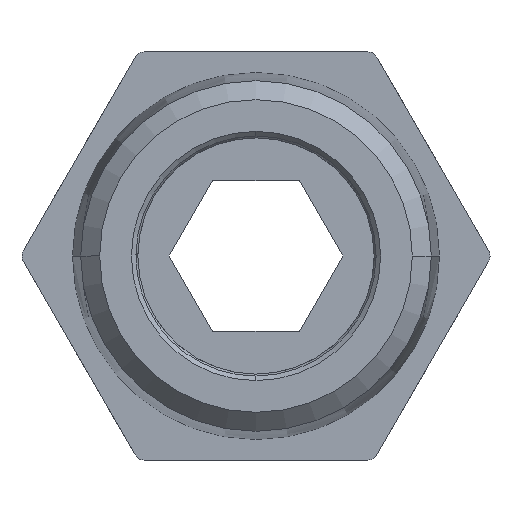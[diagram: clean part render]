
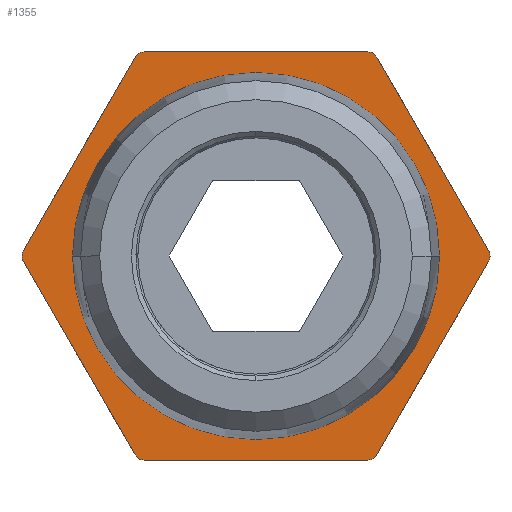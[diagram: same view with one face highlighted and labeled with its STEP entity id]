
A CAD part, front view. The second image highlights one B-rep face of the part: STEP entity #1355.
In plain terms, the highlighted planar face has unit normal (0, -1, 0).
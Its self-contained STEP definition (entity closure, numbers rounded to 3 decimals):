
#1355=ADVANCED_FACE('',(#3232,#3233),#3234,.F.);
#3232=FACE_OUTER_BOUND('',#6701,.T.);
#3233=FACE_BOUND('',#6702,.T.);
#3234=PLANE('',#6703);
#6701=EDGE_LOOP('',(#12798,#12799,#12800,#12801,#12802,#12803,#12804,#12805,#12806,#12807,#12808,#12809));
#6702=EDGE_LOOP('',(#12810,#12811));
#6703=AXIS2_PLACEMENT_3D('',#12812,#12813,#12814);
#12798=ORIENTED_EDGE('',*,*,#18743,.T.);
#12799=ORIENTED_EDGE('',*,*,#18744,.F.);
#12800=ORIENTED_EDGE('',*,*,#18745,.T.);
#12801=ORIENTED_EDGE('',*,*,#18746,.F.);
#12802=ORIENTED_EDGE('',*,*,#18747,.T.);
#12803=ORIENTED_EDGE('',*,*,#18748,.F.);
#12804=ORIENTED_EDGE('',*,*,#18051,.T.);
#12805=ORIENTED_EDGE('',*,*,#18749,.F.);
#12806=ORIENTED_EDGE('',*,*,#18750,.T.);
#12807=ORIENTED_EDGE('',*,*,#18751,.F.);
#12808=ORIENTED_EDGE('',*,*,#18752,.T.);
#12809=ORIENTED_EDGE('',*,*,#17896,.F.);
#12810=ORIENTED_EDGE('',*,*,#18753,.F.);
#12811=ORIENTED_EDGE('',*,*,#18754,.F.);
#12812=CARTESIAN_POINT('',(0.0,0.0,0.0));
#12813=DIRECTION('',(0.0,1.0,0.0));
#12814=DIRECTION('',(-1.0,0.0,0.0));
#17896=EDGE_CURVE('',#21058,#21060,#21061,.T.);
#18051=EDGE_CURVE('',#21336,#21334,#21337,.T.);
#18743=EDGE_CURVE('',#21058,#22448,#22449,.T.);
#18744=EDGE_CURVE('',#22450,#22448,#22451,.T.);
#18745=EDGE_CURVE('',#22450,#22452,#22453,.T.);
#18746=EDGE_CURVE('',#22454,#22452,#22455,.T.);
#18747=EDGE_CURVE('',#22454,#22456,#22457,.T.);
#18748=EDGE_CURVE('',#21336,#22456,#22458,.T.);
#18749=EDGE_CURVE('',#22459,#21334,#22460,.T.);
#18750=EDGE_CURVE('',#22459,#22461,#22462,.T.);
#18751=EDGE_CURVE('',#22463,#22461,#22464,.T.);
#18752=EDGE_CURVE('',#22463,#21060,#22465,.T.);
#18753=EDGE_CURVE('',#22466,#22467,#22468,.T.);
#18754=EDGE_CURVE('',#22467,#22466,#22469,.T.);
#21058=VERTEX_POINT('',#25972);
#21060=VERTEX_POINT('',#25975);
#21061=LINE('',#25976,#25977);
#21334=VERTEX_POINT('',#26415);
#21336=VERTEX_POINT('',#26418);
#21337=CIRCLE('',#26419,0.5);
#22448=VERTEX_POINT('',#28348);
#22449=CIRCLE('',#28349,0.5);
#22450=VERTEX_POINT('',#28350);
#22451=LINE('',#28351,#28352);
#22452=VERTEX_POINT('',#28353);
#22453=CIRCLE('',#28354,0.5);
#22454=VERTEX_POINT('',#28355);
#22455=LINE('',#28356,#28357);
#22456=VERTEX_POINT('',#28358);
#22457=CIRCLE('',#28359,0.5);
#22458=LINE('',#28360,#28361);
#22459=VERTEX_POINT('',#28362);
#22460=LINE('',#28363,#28364);
#22461=VERTEX_POINT('',#28365);
#22462=CIRCLE('',#28366,0.5);
#22463=VERTEX_POINT('',#28367);
#22464=LINE('',#28368,#28369);
#22465=CIRCLE('',#28370,0.5);
#22466=VERTEX_POINT('',#28371);
#22467=VERTEX_POINT('',#28372);
#22468=CIRCLE('',#28373,8.542);
#22469=CIRCLE('',#28374,8.542);
#25972=CARTESIAN_POINT('',(-5.196,0.0,9.5));
#25975=CARTESIAN_POINT('',(5.196,0.0,9.5));
#25976=CARTESIAN_POINT('',(-5.196,0.0,9.5));
#25977=VECTOR('',#32509,10.392);
#26415=CARTESIAN_POINT('',(5.629,0.0,-9.25));
#26418=CARTESIAN_POINT('',(5.196,0.0,-9.5));
#26419=AXIS2_PLACEMENT_3D('',#32696,#32697,#32698);
#28348=CARTESIAN_POINT('',(-5.629,0.0,9.25));
#28349=AXIS2_PLACEMENT_3D('',#33621,#33622,#33623);
#28350=CARTESIAN_POINT('',(-10.825,0.0,0.25));
#28351=CARTESIAN_POINT('',(-10.825,0.0,0.25));
#28352=VECTOR('',#33624,10.392);
#28353=CARTESIAN_POINT('',(-10.825,0.0,-0.25));
#28354=AXIS2_PLACEMENT_3D('',#33625,#33626,#33627);
#28355=CARTESIAN_POINT('',(-5.629,0.0,-9.25));
#28356=CARTESIAN_POINT('',(-5.629,0.0,-9.25));
#28357=VECTOR('',#33628,10.392);
#28358=CARTESIAN_POINT('',(-5.196,0.0,-9.5));
#28359=AXIS2_PLACEMENT_3D('',#33629,#33630,#33631);
#28360=CARTESIAN_POINT('',(5.196,0.0,-9.5));
#28361=VECTOR('',#33632,10.392);
#28362=CARTESIAN_POINT('',(10.825,0.0,-0.25));
#28363=CARTESIAN_POINT('',(10.825,0.0,-0.25));
#28364=VECTOR('',#33633,10.392);
#28365=CARTESIAN_POINT('',(10.825,0.0,0.25));
#28366=AXIS2_PLACEMENT_3D('',#33634,#33635,#33636);
#28367=CARTESIAN_POINT('',(5.629,0.0,9.25));
#28368=CARTESIAN_POINT('',(5.629,0.0,9.25));
#28369=VECTOR('',#33637,10.392);
#28370=AXIS2_PLACEMENT_3D('',#33638,#33639,#33640);
#28371=CARTESIAN_POINT('',(-8.542,0.,0.0));
#28372=CARTESIAN_POINT('',(8.542,0.,0.));
#28373=AXIS2_PLACEMENT_3D('',#33641,#33642,#33643);
#28374=AXIS2_PLACEMENT_3D('',#33644,#33645,#33646);
#32509=DIRECTION('',(1.0,0.0,0.0));
#32696=CARTESIAN_POINT('',(5.196,0.0,-9.0));
#32697=DIRECTION('',(0.0,-1.0,0.0));
#32698=DIRECTION('',(0.0,0.0,-1.0));
#33621=CARTESIAN_POINT('',(-5.196,0.0,9.0));
#33622=DIRECTION('',(0.0,-1.0,0.0));
#33623=DIRECTION('',(0.0,0.0,1.0));
#33624=DIRECTION('',(0.5,0.0,0.866));
#33625=CARTESIAN_POINT('',(-10.392,0.0,0.0));
#33626=DIRECTION('',(0.0,-1.0,0.0));
#33627=DIRECTION('',(-0.866,0.0,0.5));
#33628=DIRECTION('',(-0.5,0.0,0.866));
#33629=CARTESIAN_POINT('',(-5.196,0.0,-9.0));
#33630=DIRECTION('',(0.0,-1.0,-0.0));
#33631=DIRECTION('',(-0.866,0.0,-0.5));
#33632=DIRECTION('',(-1.0,0.0,0.0));
#33633=DIRECTION('',(-0.5,0.0,-0.866));
#33634=CARTESIAN_POINT('',(10.392,0.0,0.0));
#33635=DIRECTION('',(0.0,-1.0,0.0));
#33636=DIRECTION('',(0.866,0.0,-0.5));
#33637=DIRECTION('',(0.5,0.0,-0.866));
#33638=CARTESIAN_POINT('',(5.196,0.0,9.0));
#33639=DIRECTION('',(0.0,-1.0,0.0));
#33640=DIRECTION('',(0.866,0.0,0.5));
#33641=CARTESIAN_POINT('',(0.0,0.,0.0));
#33642=DIRECTION('',(0.0,-1.0,0.0));
#33643=DIRECTION('',(-1.0,0.0,0.0));
#33644=CARTESIAN_POINT('',(0.0,0.,0.0));
#33645=DIRECTION('',(0.0,-1.0,0.0));
#33646=DIRECTION('',(-1.0,0.0,0.0));
